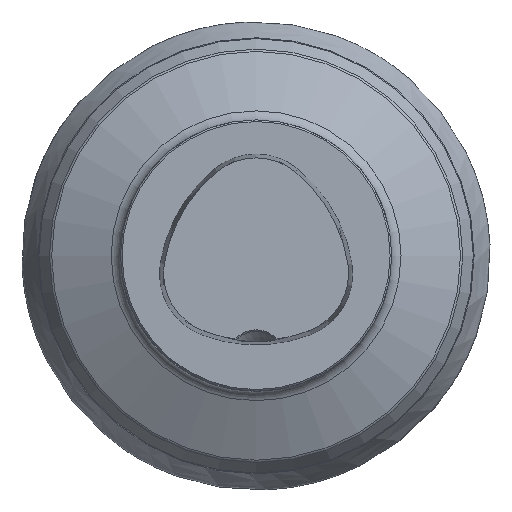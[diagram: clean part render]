
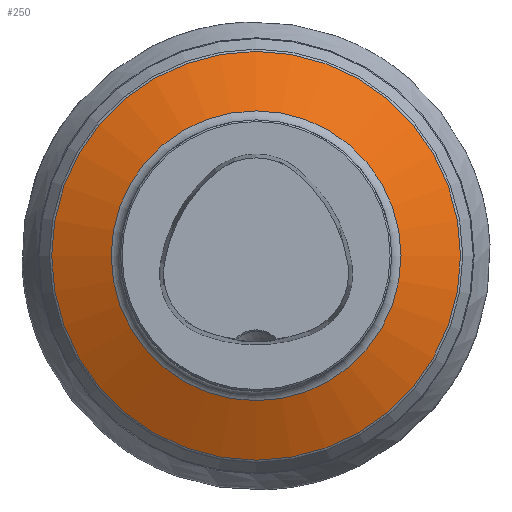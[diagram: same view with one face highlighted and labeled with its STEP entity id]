
A CAD part, top view. The second image highlights one B-rep face of the part: STEP entity #250.
In plain terms, the highlighted conical face has half-angle 64.313 degrees and reference radius 25 mm.
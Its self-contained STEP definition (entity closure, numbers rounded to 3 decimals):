
#235=CONICAL_SURFACE('',#952,25.,64.313);
#250=ADVANCED_FACE('S9',(#332,#333),#235,.T.);
#332=FACE_BOUND('',#373,.T.);
#333=FACE_BOUND('',#374,.T.);
#373=EDGE_LOOP('',(#444));
#374=EDGE_LOOP('',(#445));
#444=ORIENTED_EDGE('',*,*,#699,.T.);
#445=ORIENTED_EDGE('',*,*,#700,.T.);
#630=VERTEX_POINT('',#1331);
#631=VERTEX_POINT('',#1333);
#699=EDGE_CURVE('',#630,#630,#792,.T.);
#700=EDGE_CURVE('',#631,#631,#793,.T.);
#792=CIRCLE('',#950,37.664);
#793=CIRCLE('',#951,26.7);
#950=AXIS2_PLACEMENT_3D('',#1330,#1077,#1078);
#951=AXIS2_PLACEMENT_3D('',#1332,#1079,#1080);
#952=AXIS2_PLACEMENT_3D('',#1334,#1081,#1082);
#1077=DIRECTION('',(0.,0.,1.));
#1078=DIRECTION('',(0.,1.,0.));
#1079=DIRECTION('',(0.,0.,-1.));
#1080=DIRECTION('',(0.,-1.,0.));
#1081=DIRECTION('',(0.,0.,-1.));
#1082=DIRECTION('',(0.,-1.,0.));
#1330=CARTESIAN_POINT('',(0.,0.,-29.091));
#1331=CARTESIAN_POINT('',(0.,37.664,-29.091));
#1332=CARTESIAN_POINT('',(0.,0.,-23.818));
#1333=CARTESIAN_POINT('',(0.,-26.7,-23.818));
#1334=CARTESIAN_POINT('',(0.,0.,-23.));
